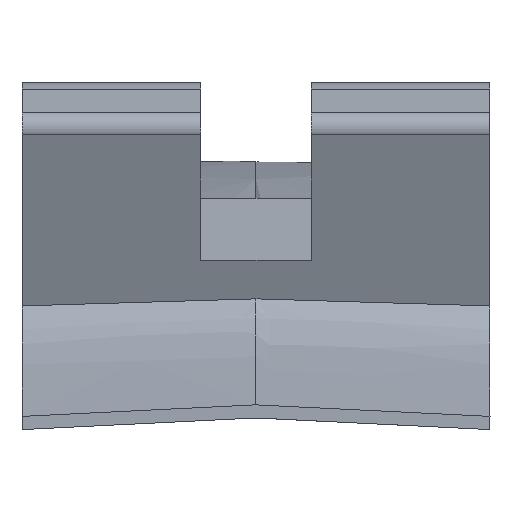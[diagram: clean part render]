
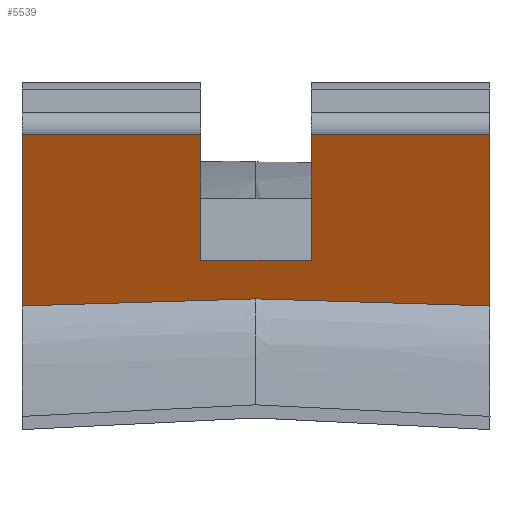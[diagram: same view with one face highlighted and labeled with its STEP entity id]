
A CAD part, front view. The second image highlights one B-rep face of the part: STEP entity #5539.
In plain terms, the highlighted planar face has unit normal (0, -0.916, -0.402).
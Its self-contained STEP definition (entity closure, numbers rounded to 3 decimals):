
#7 = CARTESIAN_POINT ( 'NONE',  ( 4.191, -19.27, -8.461 ) ) ;
#60 = CARTESIAN_POINT ( 'NONE',  ( 11.86, -42.654, 44.797 ) ) ;
#121 = VERTEX_POINT ( 'NONE', #214 ) ;
#167 = VERTEX_POINT ( 'NONE', #5793 ) ;
#214 = CARTESIAN_POINT ( 'NONE',  ( 4.191, -48.221, 57.476 ) ) ;
#302 = DIRECTION ( 'NONE',  ( 0., -0.402, 0.916 ) ) ;
#307 = CARTESIAN_POINT ( 'NONE',  ( 4.191, -44.034, 47.941 ) ) ;
#411 = VERTEX_POINT ( 'NONE', #743 ) ;
#565 = LINE ( 'NONE', #3545, #1951 ) ;
#739 = CARTESIAN_POINT ( 'NONE',  ( -17.78, -42.514, 44.477 ) ) ;
#743 = CARTESIAN_POINT ( 'NONE',  ( -17.78, -48.221, 57.476 ) ) ;
#797 = DIRECTION ( 'NONE',  ( 0., 0.402, -0.916 ) ) ;
#802 = EDGE_CURVE ( 'NONE', #167, #4971, #3619, .T. ) ;
#850 = CARTESIAN_POINT ( 'NONE',  ( 43.188, -19.27, -8.461 ) ) ;
#907 = LINE ( 'NONE', #7, #5441 ) ;
#994 = VECTOR ( 'NONE', #797, 1000. ) ;
#1013 = VECTOR ( 'NONE', #302, 1000. ) ;
#1091 = CARTESIAN_POINT ( 'NONE',  ( 17.78, -42.514, 44.477 ) ) ;
#1128 = CARTESIAN_POINT ( 'NONE',  ( 5.93, -42.731, 44.971 ) ) ;
#1210 = CARTESIAN_POINT ( 'NONE',  ( -4.191, -44.034, 47.941 ) ) ;
#1284 = LINE ( 'NONE', #3265, #994 ) ;
#1392 = ORIENTED_EDGE ( 'NONE', *, *, #3160, .T. ) ;
#1611 = LINE ( 'NONE', #3586, #1013 ) ;
#1749 = CARTESIAN_POINT ( 'NONE',  ( 43.188, -48.221, 57.476 ) ) ;
#1856 = EDGE_CURVE ( 'NONE', #121, #5256, #907, .T. ) ;
#1951 = VECTOR ( 'NONE', #4629, 1000. ) ;
#1966 = FACE_OUTER_BOUND ( 'NONE', #5568, .T. ) ;
#2106 = CARTESIAN_POINT ( 'NONE',  ( 0., -42.748, 45.011 ) ) ;
#2154 = VERTEX_POINT ( 'NONE', #4976 ) ;
#2326 = VECTOR ( 'NONE', #3203, 1000. ) ;
#2341 = DIRECTION ( 'NONE',  ( 0., -0.402, 0.916 ) ) ;
#2461 = ORIENTED_EDGE ( 'NONE', *, *, #4595, .T. ) ;
#2536 = ORIENTED_EDGE ( 'NONE', *, *, #3204, .F. ) ;
#2547 = EDGE_CURVE ( 'NONE', #5840, #5065, #3715, .T. ) ;
#2611 = CARTESIAN_POINT ( 'NONE',  ( -17.78, -42.514, 44.477 ) ) ;
#2638 = EDGE_CURVE ( 'NONE', #5274, #411, #1611, .T. ) ;
#2676 = CARTESIAN_POINT ( 'NONE',  ( 0., -42.748, 45.011 ) ) ;
#2839 = DIRECTION ( 'NONE',  ( 0., 0.916, 0.402 ) ) ;
#3062 = AXIS2_PLACEMENT_3D ( 'NONE', #850, #2839, #2341 ) ;
#3160 = EDGE_CURVE ( 'NONE', #5065, #411, #565, .T. ) ;
#3203 = DIRECTION ( 'NONE',  ( -1., 0., 0. ) ) ;
#3204 = EDGE_CURVE ( 'NONE', #4971, #5274, #4248, .T. ) ;
#3265 = CARTESIAN_POINT ( 'NONE',  ( 17.78, -19.27, -8.461 ) ) ;
#3325 = LINE ( 'NONE', #1749, #5825 ) ;
#3545 = CARTESIAN_POINT ( 'NONE',  ( 43.188, -48.221, 57.476 ) ) ;
#3586 = CARTESIAN_POINT ( 'NONE',  ( -17.78, -19.27, -8.461 ) ) ;
#3619 = B_SPLINE_CURVE_WITH_KNOTS ( 'NONE', 3,
 ( #1091, #60, #1128, #2106 ),
 .UNSPECIFIED., .F., .F.,
 ( 4, 4 ),
 ( 0., 0.018 ),
 .UNSPECIFIED. ) ;
#3679 = CARTESIAN_POINT ( 'NONE',  ( -11.86, -42.654, 44.797 ) ) ;
#3715 = LINE ( 'NONE', #5149, #5944 ) ;
#3853 = DIRECTION ( 'NONE',  ( 0., 0.402, -0.916 ) ) ;
#3859 = PLANE ( 'NONE',  #3062 ) ;
#3888 = EDGE_CURVE ( 'NONE', #2154, #167, #1284, .T. ) ;
#4099 = ORIENTED_EDGE ( 'NONE', *, *, #3888, .F. ) ;
#4248 = B_SPLINE_CURVE_WITH_KNOTS ( 'NONE', 3,
 ( #2676, #5603, #3679, #2611 ),
 .UNSPECIFIED., .F., .F.,
 ( 4, 4 ),
 ( 0., 0.018 ),
 .UNSPECIFIED. ) ;
#4308 = CARTESIAN_POINT ( 'NONE',  ( -4.191, -48.221, 57.476 ) ) ;
#4362 = ORIENTED_EDGE ( 'NONE', *, *, #2638, .F. ) ;
#4438 = EDGE_CURVE ( 'NONE', #5256, #5840, #6236, .T. ) ;
#4525 = ORIENTED_EDGE ( 'NONE', *, *, #802, .F. ) ;
#4535 = DIRECTION ( 'NONE',  ( 0., -0.402, 0.916 ) ) ;
#4595 = EDGE_CURVE ( 'NONE', #2154, #121, #3325, .T. ) ;
#4629 = DIRECTION ( 'NONE',  ( -1., 0., 0. ) ) ;
#4657 = ORIENTED_EDGE ( 'NONE', *, *, #4438, .T. ) ;
#4667 = CARTESIAN_POINT ( 'NONE',  ( 43.188, -44.034, 47.941 ) ) ;
#4729 = DIRECTION ( 'NONE',  ( -1., 0., 0. ) ) ;
#4898 = CARTESIAN_POINT ( 'NONE',  ( 0., -42.748, 45.011 ) ) ;
#4971 = VERTEX_POINT ( 'NONE', #4898 ) ;
#4976 = CARTESIAN_POINT ( 'NONE',  ( 17.78, -48.221, 57.476 ) ) ;
#5046 = ORIENTED_EDGE ( 'NONE', *, *, #1856, .T. ) ;
#5065 = VERTEX_POINT ( 'NONE', #4308 ) ;
#5149 = CARTESIAN_POINT ( 'NONE',  ( -4.191, -19.27, -8.461 ) ) ;
#5220 = ORIENTED_EDGE ( 'NONE', *, *, #2547, .T. ) ;
#5256 = VERTEX_POINT ( 'NONE', #307 ) ;
#5274 = VERTEX_POINT ( 'NONE', #739 ) ;
#5441 = VECTOR ( 'NONE', #3853, 1000. ) ;
#5539 = ADVANCED_FACE ( 'NONE', ( #1966 ), #3859, .F. ) ;
#5568 = EDGE_LOOP ( 'NONE', ( #4099, #2461, #5046, #4657, #5220, #1392, #4362, #2536, #4525 ) ) ;
#5603 = CARTESIAN_POINT ( 'NONE',  ( -5.93, -42.731, 44.971 ) ) ;
#5793 = CARTESIAN_POINT ( 'NONE',  ( 17.78, -42.514, 44.477 ) ) ;
#5825 = VECTOR ( 'NONE', #4729, 1000. ) ;
#5840 = VERTEX_POINT ( 'NONE', #1210 ) ;
#5944 = VECTOR ( 'NONE', #4535, 1000. ) ;
#6236 = LINE ( 'NONE', #4667, #2326 ) ;
